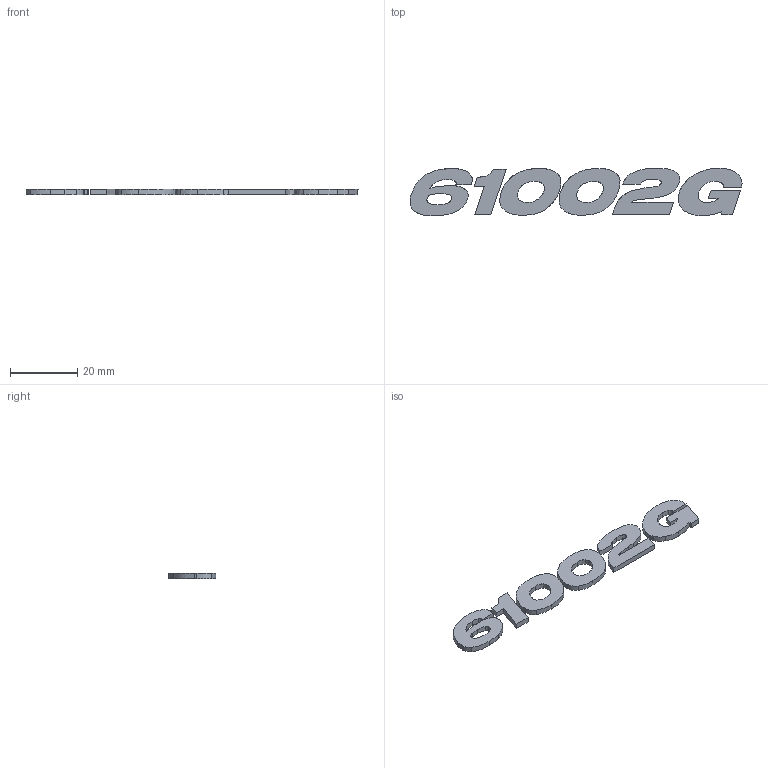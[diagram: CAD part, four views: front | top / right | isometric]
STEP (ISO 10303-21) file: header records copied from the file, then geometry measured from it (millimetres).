
FILE_DESCRIPTION(/* description */ (''),/* implementation_level */ '2;1');
FILE_NAME(/* name */ 'name v1.step',/* time_stamp */ '2024-01-29T15:11:57-08:00',/* author */ (''),/* organization */ (''),/* preprocessor_version */ 'ST-DEVELOPER v20',/* originating_system */ 'Autodesk Translation Framework v12.14.0.127',/* authorisation */ '');
FILE_SCHEMA (('AUTOMOTIVE_DESIGN { 1 0 10303 214 3 1 1 }'));
Length unit declared in the file: inch
Products named in the file (1): name
Bounding box: 99.09 x 14.26 x 1.59 mm (x, y, z)
Volume: 1451.6 mm3; surface area: 2594 mm2
Topology: 6 solids, 6 shells, 142 faces, 390 edges, 260 vertices
Faces by surface type: bspline 109, plane 33
Entity records: 5546 total; most frequent: CARTESIAN_POINT 2646, ORIENTED_EDGE 780, EDGE_CURVE 390, VERTEX_POINT 260, DIRECTION 240, B_SPLINE_CURVE_WITH_KNOTS 218, LINE 172, VECTOR 172
